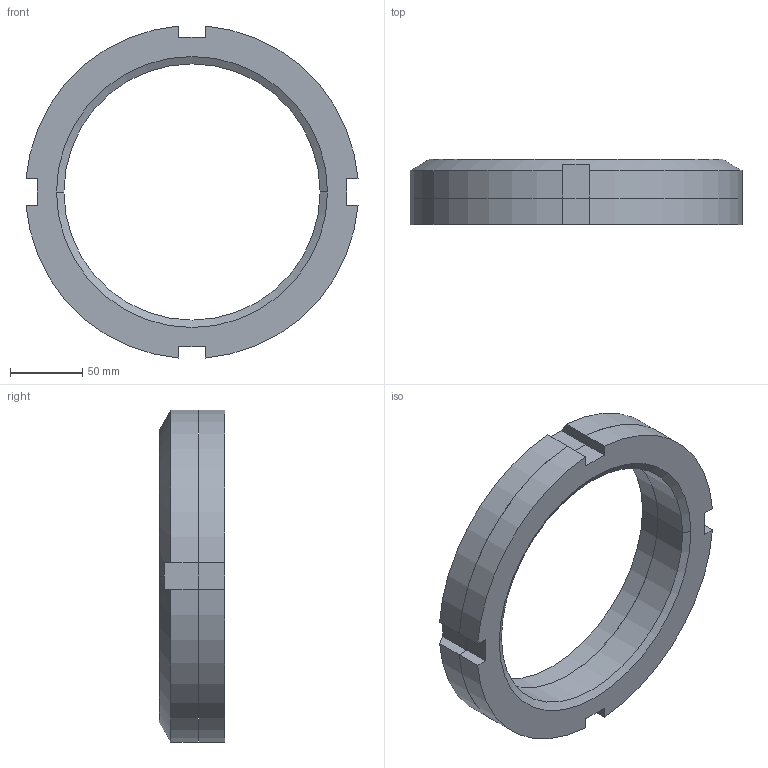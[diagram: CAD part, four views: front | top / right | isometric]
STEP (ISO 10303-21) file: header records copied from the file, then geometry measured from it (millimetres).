
FILE_DESCRIPTION((''),'2;1');
FILE_NAME('1RSTD1804____0','2019-10-29T15:28:42',('kim.bk'),(''),'CREO PARAMETRIC BY PTC INC, 2019010','CREO PARAMETRIC BY PTC INC, 2019010','');
FILE_SCHEMA(('CONFIG_CONTROL_DESIGN'));
Length unit declared in the file: millimetre
Products named in the file (1): 1RSTD1804____0
Bounding box: 229.29 x 45 x 229.29 mm (x, y, z)
Volume: 693241.6 mm3; surface area: 127441.9 mm2
Topology: 2 solids, 2 shells, 435 faces, 1223 edges, 814 vertices
Faces by surface type: plane 413, cylinder 12, cone 10
Entity records: 13823 total; most frequent: CARTESIAN_POINT 2516, ORIENTED_EDGE 2446, DIRECTION 2117, EDGE_CURVE 1223, VECTOR 1171, LINE 1171, VERTEX_POINT 814, AXIS2_PLACEMENT_3D 473
